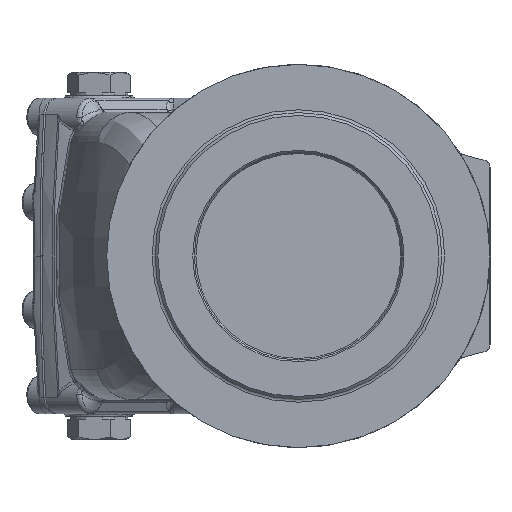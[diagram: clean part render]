
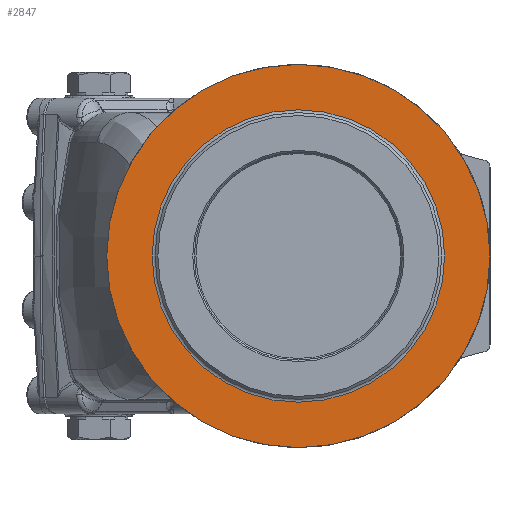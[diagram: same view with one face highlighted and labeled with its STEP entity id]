
A CAD part, left-side view. The second image highlights one B-rep face of the part: STEP entity #2847.
In plain terms, the highlighted planar face has unit normal (-1, 0, 0).
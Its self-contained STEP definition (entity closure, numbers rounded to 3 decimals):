
#1647 = CARTESIAN_POINT ( 'NONE',  ( -293., -148.3, 0. ) ) ;
#1648 = DIRECTION ( 'NONE',  ( -1., 0., 0. ) ) ;
#1649 = DIRECTION ( 'NONE',  ( 0., 1., 0. ) ) ;
#2222 = EDGE_LOOP ( 'NONE', ( #17477 ) ) ;
#2242 = EDGE_LOOP ( 'NONE', ( #17473 ) ) ;
#2847 = ADVANCED_FACE ( 'NONE', ( #11459, #11462 ), #25657, .T. ) ;
#4615 = AXIS2_PLACEMENT_3D ( 'NONE', #25658, #25663, #25664 ) ;
#11459 = FACE_BOUND ( 'NONE', #2222, .T. ) ;
#11462 = FACE_OUTER_BOUND ( 'NONE', #2242, .T. ) ;
#14262 = CARTESIAN_POINT ( 'NONE',  ( -293., -148.3, 0. ) ) ;
#14263 = DIRECTION ( 'NONE',  ( 1., 0., 0. ) ) ;
#14264 = DIRECTION ( 'NONE',  ( 0., 1., 0. ) ) ;
#17400 = EDGE_CURVE ( 'NONE', #22224, #22224, #21526, .T. ) ;
#17473 = ORIENTED_EDGE ( 'NONE', *, *, #17400, .F. ) ;
#17477 = ORIENTED_EDGE ( 'NONE', *, *, #19506, .F. ) ;
#19506 = EDGE_CURVE ( 'NONE', #22231, #22231, #21671, .T. ) ;
#19936 = AXIS2_PLACEMENT_3D ( 'NONE', #14262, #14263, #14264 ) ;
#19985 = AXIS2_PLACEMENT_3D ( 'NONE', #1647, #1648, #1649 ) ;
#21526 = CIRCLE ( 'NONE', #19936, 142.5 ) ;
#21671 = CIRCLE ( 'NONE', #19985, 108.743 ) ;
#22224 = VERTEX_POINT ( 'NONE', #24459 ) ;
#22231 = VERTEX_POINT ( 'NONE', #24466 ) ;
#24459 = CARTESIAN_POINT ( 'NONE',  ( -293., -5.8, 0. ) ) ;
#24466 = CARTESIAN_POINT ( 'NONE',  ( -293., -39.557, 0. ) ) ;
#25657 = PLANE ( 'NONE',  #4615 ) ;
#25658 = CARTESIAN_POINT ( 'NONE',  ( -293., -40.8, 0. ) ) ;
#25663 = DIRECTION ( 'NONE',  ( -1., 0., 0. ) ) ;
#25664 = DIRECTION ( 'NONE',  ( 0., 1., 0. ) ) ;
